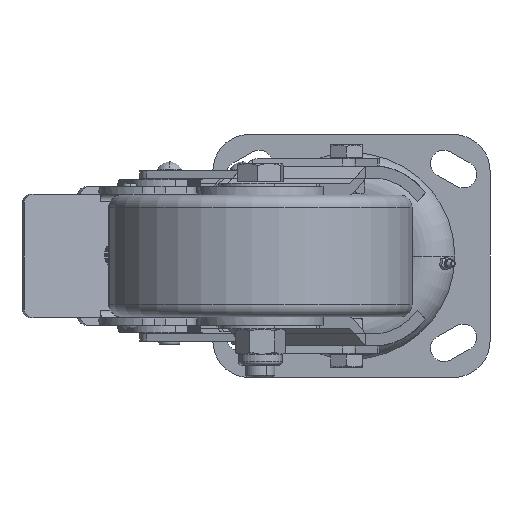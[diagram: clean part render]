
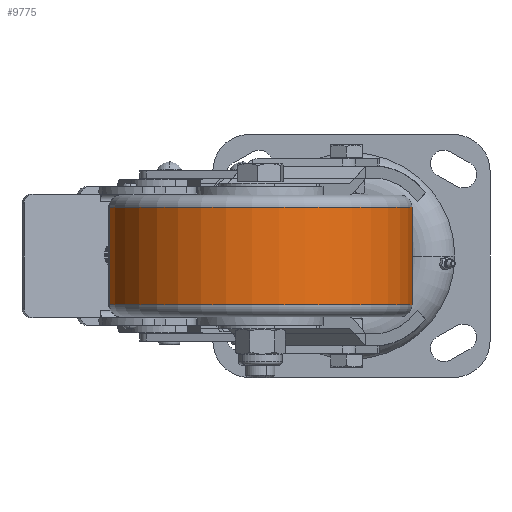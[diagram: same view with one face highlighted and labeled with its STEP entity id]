
A CAD part, front view. The second image highlights one B-rep face of the part: STEP entity #9775.
In plain terms, the highlighted cylindrical face has radius 62.5 mm (diameter 125 mm), a partial arc.
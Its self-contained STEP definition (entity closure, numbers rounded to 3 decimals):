
#185 = LINE ( 'NONE', #22607, #4556 ) ;
#774 = EDGE_CURVE ( 'NONE', #11140, #15884, #18881, .T. ) ;
#2861 = EDGE_CURVE ( 'NONE', #16650, #30593, #185, .T. ) ;
#3717 = CARTESIAN_POINT ( 'NONE',  ( -156.536, -110.105, -20. ) ) ;
#4064 = EDGE_CURVE ( 'NONE', #15884, #30593, #35207, .T. ) ;
#4556 = VECTOR ( 'NONE', #19580, 1000. ) ;
#4686 = CARTESIAN_POINT ( 'NONE',  ( -32.464, -94.895, -20. ) ) ;
#6219 = AXIS2_PLACEMENT_3D ( 'NONE', #27261, #33948, #25057 ) ;
#6782 = ORIENTED_EDGE ( 'NONE', *, *, #774, .F. ) ;
#8158 = EDGE_LOOP ( 'NONE', ( #6782, #27159, #17270, #17454 ) ) ;
#8273 = CARTESIAN_POINT ( 'NONE',  ( -94.5, -102.5, -48.956 ) ) ;
#9348 = EDGE_CURVE ( 'NONE', #11140, #16650, #19196, .T. ) ;
#9429 = DIRECTION ( 'NONE',  ( -0.993, -0.122, 0. ) ) ;
#9775 = ADVANCED_FACE ( 'NONE', ( #20434 ), #20880, .T. ) ;
#10240 = AXIS2_PLACEMENT_3D ( 'NONE', #34254, #34606, #9429 ) ;
#11140 = VERTEX_POINT ( 'NONE', #32196 ) ;
#11401 = CARTESIAN_POINT ( 'NONE',  ( -156.536, -110.105, 20. ) ) ;
#14082 = DIRECTION ( 'NONE',  ( -0.993, -0.122, 0. ) ) ;
#15884 = VERTEX_POINT ( 'NONE', #4686 ) ;
#16368 = DIRECTION ( 'NONE',  ( 0., 0., -1. ) ) ;
#16650 = VERTEX_POINT ( 'NONE', #11401 ) ;
#17270 = ORIENTED_EDGE ( 'NONE', *, *, #2861, .T. ) ;
#17454 = ORIENTED_EDGE ( 'NONE', *, *, #4064, .F. ) ;
#18881 = LINE ( 'NONE', #34596, #31421 ) ;
#19196 = CIRCLE ( 'NONE', #6219, 62.5 ) ;
#19580 = DIRECTION ( 'NONE',  ( 0., 0., -1. ) ) ;
#20434 = FACE_OUTER_BOUND ( 'NONE', #8158, .T. ) ;
#20880 = CYLINDRICAL_SURFACE ( 'NONE', #33661, 62.5 ) ;
#22607 = CARTESIAN_POINT ( 'NONE',  ( -156.536, -110.105, -48.956 ) ) ;
#23297 = DIRECTION ( 'NONE',  ( 0., 0., -1. ) ) ;
#25057 = DIRECTION ( 'NONE',  ( -0.993, -0.122, 0. ) ) ;
#27159 = ORIENTED_EDGE ( 'NONE', *, *, #9348, .T. ) ;
#27261 = CARTESIAN_POINT ( 'NONE',  ( -94.5, -102.5, 20. ) ) ;
#30593 = VERTEX_POINT ( 'NONE', #3717 ) ;
#31421 = VECTOR ( 'NONE', #23297, 1000. ) ;
#32196 = CARTESIAN_POINT ( 'NONE',  ( -32.464, -94.895, 20. ) ) ;
#33661 = AXIS2_PLACEMENT_3D ( 'NONE', #8273, #16368, #14082 ) ;
#33948 = DIRECTION ( 'NONE',  ( 0., 0., -1. ) ) ;
#34254 = CARTESIAN_POINT ( 'NONE',  ( -94.5, -102.5, -20. ) ) ;
#34596 = CARTESIAN_POINT ( 'NONE',  ( -32.464, -94.895, -48.956 ) ) ;
#34606 = DIRECTION ( 'NONE',  ( 0., 0., -1. ) ) ;
#35207 = CIRCLE ( 'NONE', #10240, 62.5 ) ;
